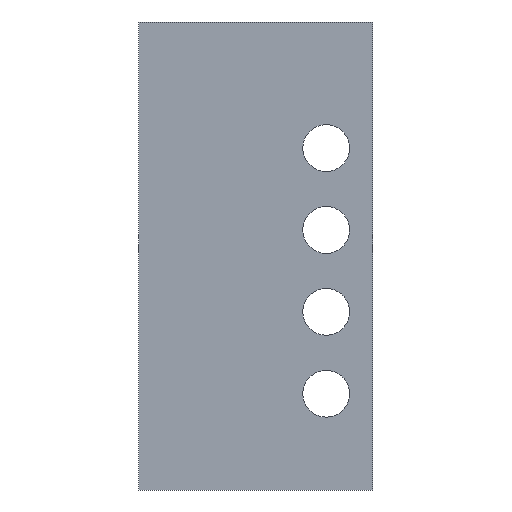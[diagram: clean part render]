
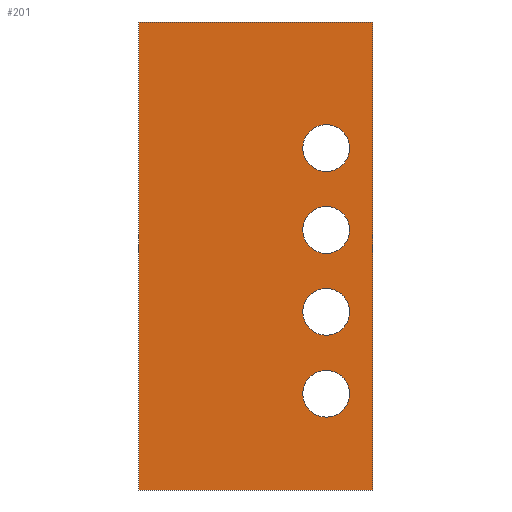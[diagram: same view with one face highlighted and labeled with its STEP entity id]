
A CAD part, front view. The second image highlights one B-rep face of the part: STEP entity #201.
In plain terms, the highlighted face is planar.
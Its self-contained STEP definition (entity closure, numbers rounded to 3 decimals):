
#19=FACE_BOUND('',#52,.T.);
#20=FACE_BOUND('',#53,.T.);
#21=FACE_BOUND('',#54,.T.);
#22=FACE_BOUND('',#55,.T.);
#31=PLANE('',#234);
#41=FACE_OUTER_BOUND('',#51,.T.);
#51=EDGE_LOOP('',(#173,#174,#175,#176));
#52=EDGE_LOOP('',(#177));
#53=EDGE_LOOP('',(#178));
#54=EDGE_LOOP('',(#179));
#55=EDGE_LOOP('',(#180));
#67=LINE('',#328,#83);
#70=LINE('',#334,#86);
#73=LINE('',#340,#89);
#76=LINE('',#344,#92);
#83=VECTOR('',#273,10.);
#86=VECTOR('',#278,10.);
#89=VECTOR('',#283,10.);
#92=VECTOR('',#288,10.);
#94=CIRCLE('',#220,10.);
#96=CIRCLE('',#223,10.);
#98=CIRCLE('',#226,10.);
#100=CIRCLE('',#229,10.);
#102=VERTEX_POINT('',#300);
#104=VERTEX_POINT('',#306);
#106=VERTEX_POINT('',#312);
#108=VERTEX_POINT('',#318);
#111=VERTEX_POINT('',#325);
#112=VERTEX_POINT('',#327);
#114=VERTEX_POINT('',#333);
#116=VERTEX_POINT('',#339);
#119=EDGE_CURVE('',#102,#102,#94,.T.);
#122=EDGE_CURVE('',#104,#104,#96,.T.);
#125=EDGE_CURVE('',#106,#106,#98,.T.);
#128=EDGE_CURVE('',#108,#108,#100,.T.);
#131=EDGE_CURVE('',#112,#111,#67,.T.);
#134=EDGE_CURVE('',#114,#112,#70,.T.);
#137=EDGE_CURVE('',#116,#114,#73,.T.);
#140=EDGE_CURVE('',#111,#116,#76,.T.);
#173=ORIENTED_EDGE('',*,*,#140,.T.);
#174=ORIENTED_EDGE('',*,*,#137,.T.);
#175=ORIENTED_EDGE('',*,*,#134,.T.);
#176=ORIENTED_EDGE('',*,*,#131,.T.);
#177=ORIENTED_EDGE('',*,*,#119,.T.);
#178=ORIENTED_EDGE('',*,*,#122,.T.);
#179=ORIENTED_EDGE('',*,*,#125,.T.);
#180=ORIENTED_EDGE('',*,*,#128,.T.);
#201=ADVANCED_FACE('',(#41,#19,#20,#21,#22),#31,.T.);
#220=AXIS2_PLACEMENT_3D('',#302,#246,#247);
#223=AXIS2_PLACEMENT_3D('',#308,#253,#254);
#226=AXIS2_PLACEMENT_3D('',#314,#260,#261);
#229=AXIS2_PLACEMENT_3D('',#320,#267,#268);
#234=AXIS2_PLACEMENT_3D('',#345,#289,#290);
#246=DIRECTION('center_axis',(0.,-1.,0.));
#247=DIRECTION('ref_axis',(1.,0.,0.));
#253=DIRECTION('center_axis',(0.,-1.,0.));
#254=DIRECTION('ref_axis',(1.,0.,0.));
#260=DIRECTION('center_axis',(0.,-1.,0.));
#261=DIRECTION('ref_axis',(1.,0.,0.));
#267=DIRECTION('center_axis',(0.,-1.,0.));
#268=DIRECTION('ref_axis',(1.,0.,0.));
#273=DIRECTION('',(0.,0.,-1.));
#278=DIRECTION('',(1.,0.,0.));
#283=DIRECTION('',(0.,0.,1.));
#288=DIRECTION('',(-1.,0.,0.));
#289=DIRECTION('center_axis',(0.,1.,0.));
#290=DIRECTION('ref_axis',(0.,0.,1.));
#300=CARTESIAN_POINT('',(-90.,10.,-158.874));
#302=CARTESIAN_POINT('Origin',(-80.,10.,-158.874));
#306=CARTESIAN_POINT('',(-90.,10.,-123.874));
#308=CARTESIAN_POINT('Origin',(-80.,10.,-123.874));
#312=CARTESIAN_POINT('',(-90.,10.,-88.874));
#314=CARTESIAN_POINT('Origin',(-80.,10.,-88.874));
#318=CARTESIAN_POINT('',(-90.,10.,-53.874));
#320=CARTESIAN_POINT('Origin',(-80.,10.,-53.874));
#325=CARTESIAN_POINT('',(0.,10.,-200.));
#327=CARTESIAN_POINT('',(0.,10.,0.));
#328=CARTESIAN_POINT('',(0.,10.,0.));
#333=CARTESIAN_POINT('',(-100.,10.,0.));
#334=CARTESIAN_POINT('',(-100.,10.,0.));
#339=CARTESIAN_POINT('',(-100.,10.,-200.));
#340=CARTESIAN_POINT('',(-100.,10.,-200.));
#344=CARTESIAN_POINT('',(0.,10.,-200.));
#345=CARTESIAN_POINT('Origin',(-50.,10.,-100.));
